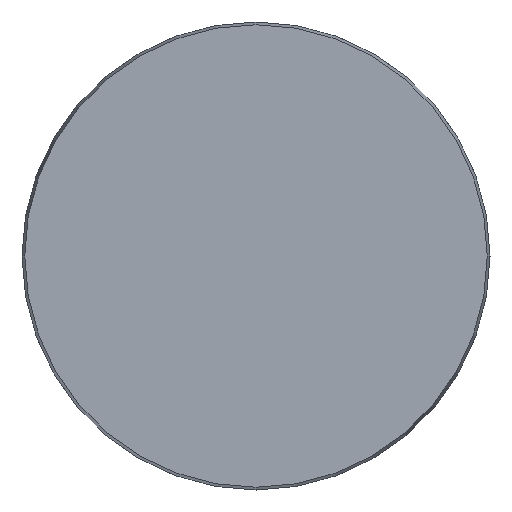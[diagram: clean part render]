
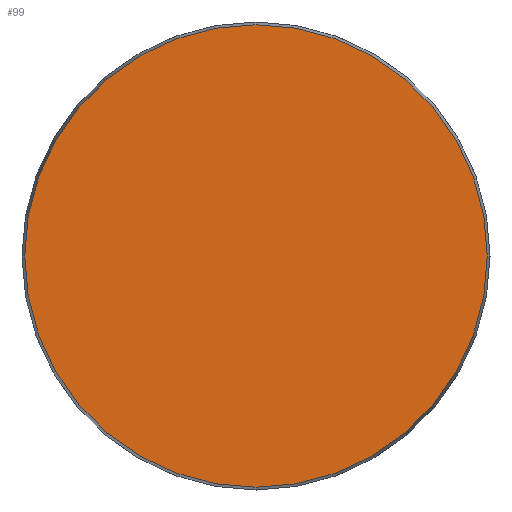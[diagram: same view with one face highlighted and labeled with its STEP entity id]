
A CAD part, front view. The second image highlights one B-rep face of the part: STEP entity #99.
In plain terms, the highlighted planar face has unit normal (0, -1, 0).
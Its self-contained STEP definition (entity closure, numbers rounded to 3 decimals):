
#45 = CARTESIAN_POINT ( 'NONE',  ( -48.425, 0., 0. ) ) ;
#76 = DIRECTION ( 'NONE',  ( 0., -1., 0. ) ) ;
#85 = CIRCLE ( 'NONE', #504, 48.425 ) ;
#99 = ADVANCED_FACE ( 'NONE', ( #471 ), #341, .F. ) ;
#206 = VERTEX_POINT ( 'NONE', #338 ) ;
#246 = DIRECTION ( 'NONE',  ( 0., 0., -1. ) ) ;
#250 = EDGE_LOOP ( 'NONE', ( #507 ) ) ;
#338 = CARTESIAN_POINT ( 'NONE',  ( 0., 0., -48.425 ) ) ;
#341 = PLANE ( 'NONE',  #425 ) ;
#392 = DIRECTION ( 'NONE',  ( 0., 1., 0. ) ) ;
#425 = AXIS2_PLACEMENT_3D ( 'NONE', #45, #392, #474 ) ;
#463 = CARTESIAN_POINT ( 'NONE',  ( 0., 0., 0. ) ) ;
#471 = FACE_OUTER_BOUND ( 'NONE', #250, .T. ) ;
#474 = DIRECTION ( 'NONE',  ( 0., 0., 1. ) ) ;
#504 = AXIS2_PLACEMENT_3D ( 'NONE', #463, #76, #246 ) ;
#507 = ORIENTED_EDGE ( 'NONE', *, *, #543, .T. ) ;
#543 = EDGE_CURVE ( 'NONE', #206, #206, #85, .T. ) ;
